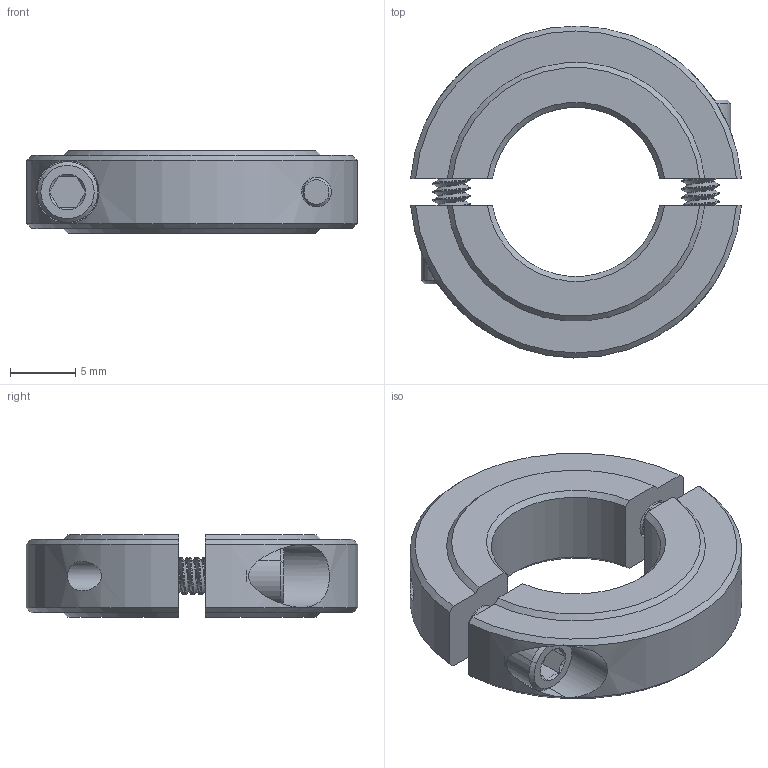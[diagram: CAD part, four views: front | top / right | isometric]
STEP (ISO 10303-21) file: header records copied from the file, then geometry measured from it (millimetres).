
FILE_DESCRIPTION (( 'STEP AP203' ), '1' );
FILE_NAME ('am-1644 500Round Thin Collar Clamp (2 Part) Assembly.STEP', '2022-06-07T15:01:56', ( '' ), ( '' ), 'SwSTEP 2.0', 'SolidWorks 2021', '' );
FILE_SCHEMA (( 'CONFIG_CONTROL_DESIGN' ));
Length unit declared in the file: inch
Products named in the file (3): 4-40 x 0.375 SHCS with threads_91251A108; 500Round Thin Collar Clamp Body (2 Part); am-1644 500Round Thin Collar Clamp (2 Part) Assembly
Assembly tree (4 placements, depth 2):
  am-1644 500Round Thin Collar Clamp (2 Part) Assembly
    500Round Thin Collar Clamp Body (2 Part)  x2
    4-40 x 0.375 SHCS with threads_91251A108  x2
Bounding box: 25.32 x 25.4 x 6.35 mm (x, y, z)
Volume: 1963.9 mm3; surface area: 2098.5 mm2
Topology: 4 solids, 4 shells, 220 faces, 582 edges, 374 vertices
Faces by surface type: cylinder 144, cone 38, plane 34, bspline 4
Entity records: 5331 total; most frequent: CARTESIAN_POINT 2622, ORIENTED_EDGE 582, DIRECTION 414, EDGE_CURVE 291, VERTEX_POINT 187, AXIS2_PLACEMENT_3D 158, EDGE_LOOP 116, ADVANCED_FACE 110
